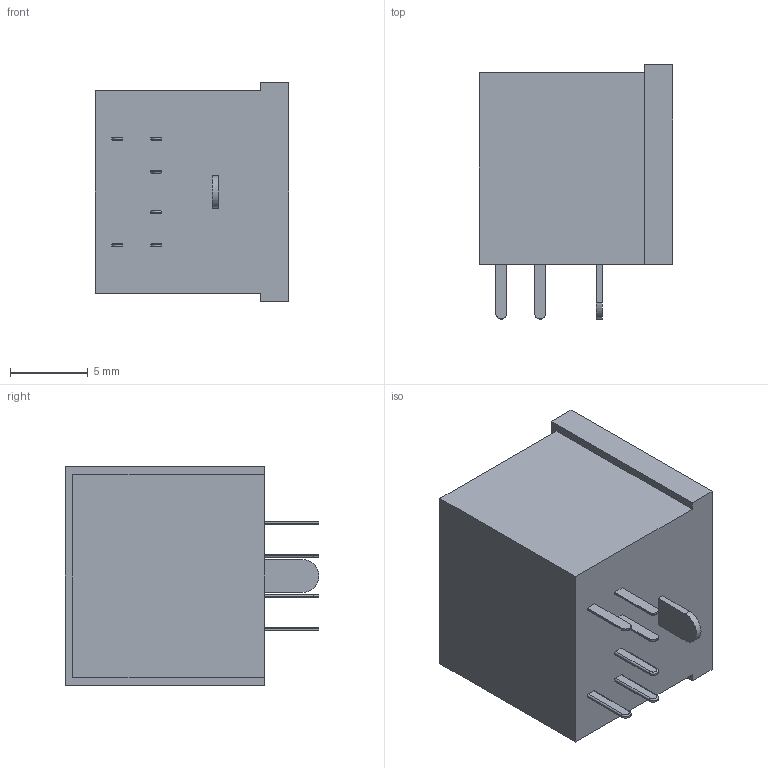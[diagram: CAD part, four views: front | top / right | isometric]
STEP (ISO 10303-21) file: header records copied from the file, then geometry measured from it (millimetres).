
FILE_DESCRIPTION (( 'STEP AP214' ), '1' );
FILE_NAME ('CUI_MD-60S.step', '2017-08-15T23:21:34', ( '' ), ( '' ), 'SwSTEP 2.0', 'SolidWorks 2017', '' );
FILE_SCHEMA (( 'AUTOMOTIVE_DESIGN' ));
Length unit declared in the file: millimetre
Products named in the file (1): CUI_MD-60S
Bounding box: 12.4 x 16.3 x 14 mm (x, y, z)
Volume: 1862.9 mm3; surface area: 1718.9 mm2
Topology: 1 solids, 1 shells, 140 faces, 339 edges, 218 vertices
Faces by surface type: plane 103, cylinder 31, torus 6
Entity records: 5536 total; most frequent: CARTESIAN_POINT 698, DIRECTION 689, ORIENTED_EDGE 678, EDGE_CURVE 339, LINE 271, VECTOR 271, VERTEX_POINT 218, AXIS2_PLACEMENT_3D 209
